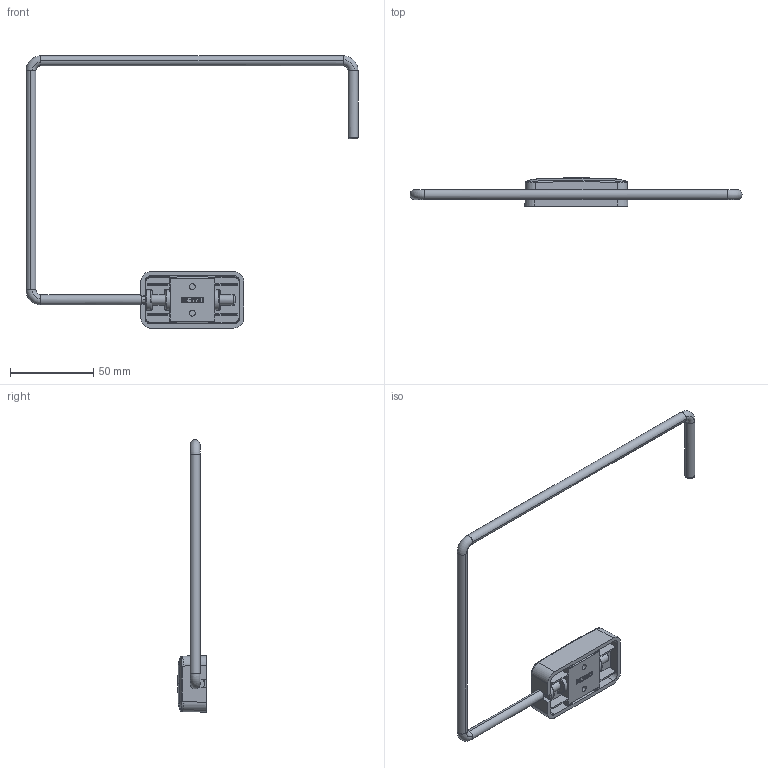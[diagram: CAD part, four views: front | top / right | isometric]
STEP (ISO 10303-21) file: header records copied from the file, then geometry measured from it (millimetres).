
FILE_DESCRIPTION(('Creo Elements/Direct Modeling STEP Export'),'2;1');
FILE_NAME('2469.stp','2021-12-02T 9:23:48',(''),(''),'Creo Elements/Direct Modeling STEP processor for AP214 (Solid Model)','Creo Elements/Direct Modeling 20.0 12-Nov-2016 (C) Parametric Technology GmbH','');
FILE_SCHEMA(('AUTOMOTIVE_DESIGN { 1 0 10303 214 1 1 1 1 }'));
Length unit declared in the file: millimetre
Products named in the file (5): Abdeckung; Innenteil; KU-10516; FE-10600; DIV-10945
Assembly tree (4 placements, depth 3):
  DIV-10945
    FE-10600
    KU-10516
      Innenteil
      Abdeckung
Bounding box: 200 x 17 x 164 mm (x, y, z)
Volume: 30149.4 mm3; surface area: 23886.4 mm2
Topology: 3 solids, 3 shells, 716 faces, 2029 edges, 1329 vertices
Faces by surface type: plane 541, cylinder 75, bspline 52, torus 24, sphere 18, cone 6
Entity records: 49600 total; most frequent: CARTESIAN_POINT 31011, ORIENTED_EDGE 4050, DIRECTION 3613, EDGE_CURVE 2025, VERTEX_POINT 1329, VECTOR 1209, LINE 1209, AXIS2_PLACEMENT_3D 1202
